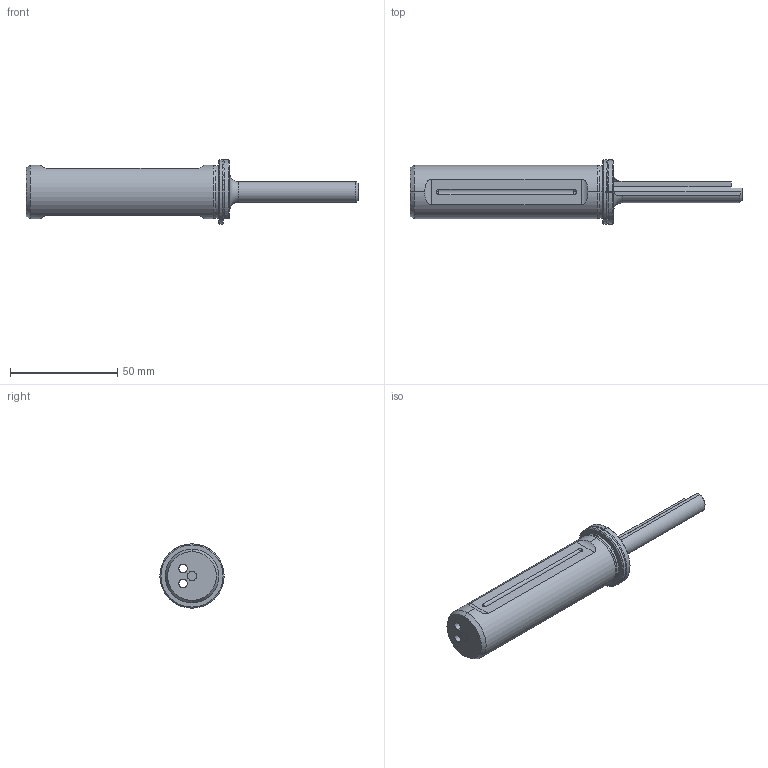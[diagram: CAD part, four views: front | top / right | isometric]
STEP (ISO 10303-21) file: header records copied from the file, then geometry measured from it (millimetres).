
FILE_DESCRIPTION (( 'STEP AP203' ), '1' );
FILE_NAME ('UT-4-25-L.STEP', '2023-07-17T07:16:11', ( 'TECNICO' ), ( '' ), 'SwSTEP 2.0', 'SolidWorks 2020', '' );
FILE_SCHEMA (( 'CONFIG_CONTROL_DESIGN' ));
Length unit declared in the file: millimetre
Products named in the file (1): UT-4-25-L
Bounding box: 155 x 30 x 30 mm (x, y, z)
Volume: 46815.8 mm3; surface area: 13314.7 mm2
Topology: 2 solids, 2 shells, 125 faces, 307 edges, 186 vertices
Faces by surface type: cylinder 40, plane 39, cone 27, torus 11, sphere 8
Entity records: 3987 total; most frequent: CARTESIAN_POINT 964, DIRECTION 638, ORIENTED_EDGE 606, EDGE_CURVE 303, AXIS2_PLACEMENT_3D 250, VERTEX_POINT 186, LINE 138, VECTOR 138
